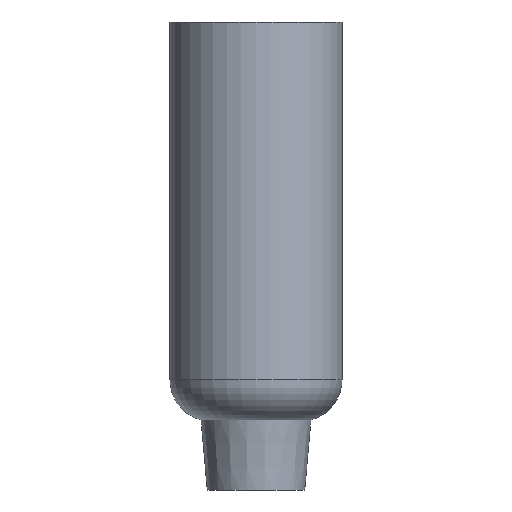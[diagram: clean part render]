
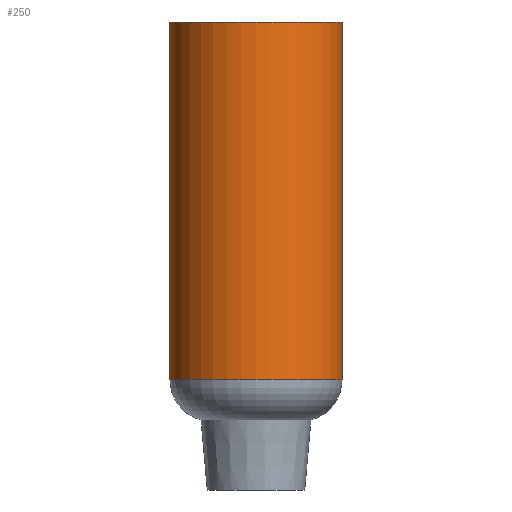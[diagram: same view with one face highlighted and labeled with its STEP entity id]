
A CAD part, front view. The second image highlights one B-rep face of the part: STEP entity #250.
In plain terms, the highlighted cylindrical face has radius 7.938 mm (diameter 15.875 mm), a full revolution.
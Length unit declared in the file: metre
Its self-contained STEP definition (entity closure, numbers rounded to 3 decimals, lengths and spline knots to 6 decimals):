
#35=CYLINDRICAL_SURFACE('',#294,0.007938);
#54=ORIENTED_EDGE('',*,*,#105,.F.);
#55=ORIENTED_EDGE('',*,*,#101,.T.);
#101=EDGE_CURVE('',#130,#130,#154,.T.);
#105=EDGE_CURVE('',#134,#134,#158,.T.);
#130=VERTEX_POINT('',#391);
#134=VERTEX_POINT('',#404);
#154=CIRCLE('',#286,0.007938);
#158=CIRCLE('',#295,0.007938);
#181=EDGE_LOOP('',(#54));
#182=EDGE_LOOP('',(#55));
#216=FACE_BOUND('',#181,.T.);
#217=FACE_BOUND('',#182,.T.);
#250=ADVANCED_FACE('',(#216,#217),#35,.T.);
#286=AXIS2_PLACEMENT_3D('',#390,#329,#330);
#294=AXIS2_PLACEMENT_3D('',#402,#345,#346);
#295=AXIS2_PLACEMENT_3D('',#403,#347,#348);
#329=DIRECTION('',(0.,0.,1.));
#330=DIRECTION('',(1.,0.,0.));
#345=DIRECTION('',(0.,0.,-1.));
#346=DIRECTION('',(-1.,0.,0.));
#347=DIRECTION('',(0.,0.,1.));
#348=DIRECTION('',(1.,0.,0.));
#390=CARTESIAN_POINT('',(0.,0.,0.));
#391=CARTESIAN_POINT('',(0.007938,0.,0.));
#402=CARTESIAN_POINT('',(0.,0.,0.0762));
#403=CARTESIAN_POINT('',(0.,0.,0.03302));
#404=CARTESIAN_POINT('',(0.007938,0.,0.03302));
